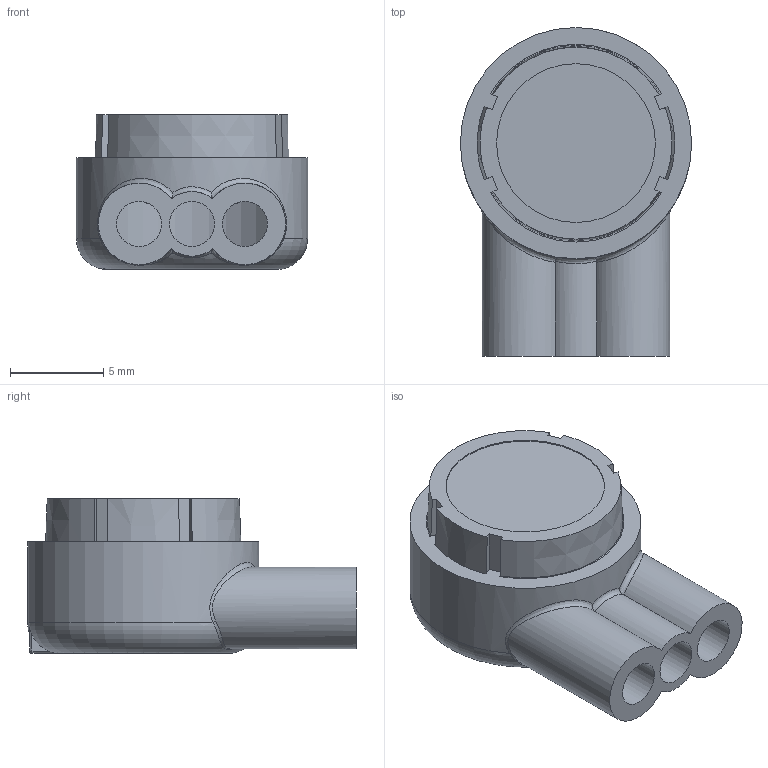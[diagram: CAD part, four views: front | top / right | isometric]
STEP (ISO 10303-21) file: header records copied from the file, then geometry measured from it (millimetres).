
FILE_DESCRIPTION(/* description */ (''),/* implementation_level */ '2;1');
FILE_NAME(/* name */ 'UY2 Telecom IDC Connector_v3.step',/* time_stamp */ '2023-05-23T22:29:25-06:00',/* author */ (''),/* organization */ (''),/* preprocessor_version */ 'ST-DEVELOPER v19.2',/* originating_system */ 'Autodesk Translation Framework v12.4.0.73',/* authorisation */ '');
FILE_SCHEMA (('AUTOMOTIVE_DESIGN { 1 0 10303 214 3 1 1 }'));
Length unit declared in the file: millimetre
Products named in the file (1): UY2 Telecom IDC Connector
Bounding box: 12.38 x 17.6 x 8.29 mm (x, y, z)
Volume: 564.8 mm3; surface area: 1509.9 mm2
Topology: 3 solids, 3 shells, 231 faces, 627 edges, 409 vertices
Faces by surface type: plane 149, cylinder 69, bspline 6, cone 4, sphere 2, torus 1
Full cylindrical faces by diameter (mm): 2.413 x3, 8.509 x1, 8.56 x1, 12.383 x1
Entity records: 8894 total; most frequent: CARTESIAN_POINT 2960, ORIENTED_EDGE 1250, DIRECTION 1196, EDGE_CURVE 625, LINE 446, VECTOR 446, VERTEX_POINT 409, AXIS2_PLACEMENT_3D 375
